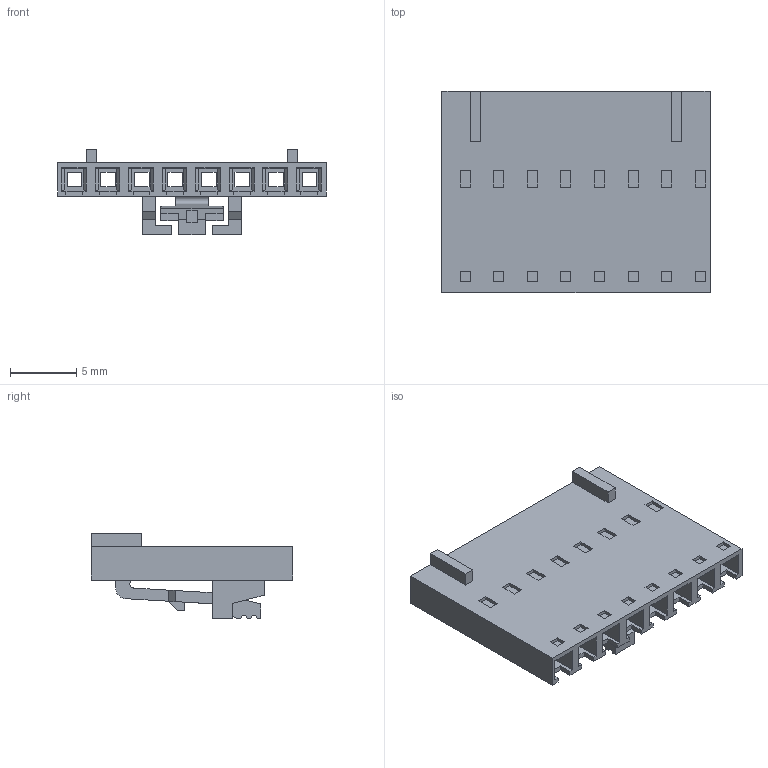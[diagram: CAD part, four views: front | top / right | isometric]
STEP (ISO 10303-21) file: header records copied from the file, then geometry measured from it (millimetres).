
FILE_DESCRIPTION((''),'2;1');
FILE_NAME('050579408','2009-03-09T',('PNB'),(''),'PRO/ENGINEER BY PARAMETRIC TECHNOLOGY CORPORATION, 2003451','PRO/ENGINEER BY PARAMETRIC TECHNOLOGY CORPORATION, 2003451','');
FILE_SCHEMA(('CONFIG_CONTROL_DESIGN'));
Length unit declared in the file: inch
Products named in the file (1): 050579408
Bounding box: 20.29 x 15.24 x 6.45 mm (x, y, z)
Volume: 549.9 mm3; surface area: 1667.9 mm2
Topology: 1 solids, 1 shells, 313 faces, 812 edges, 521 vertices
Faces by surface type: plane 311, cylinder 2
Entity records: 9359 total; most frequent: CARTESIAN_POINT 1645, ORIENTED_EDGE 1618, DIRECTION 1446, EDGE_CURVE 809, VECTOR 808, LINE 808, VERTEX_POINT 518, EDGE_LOOP 349
